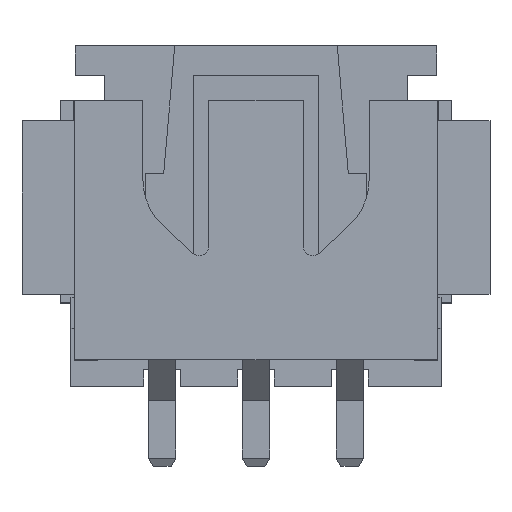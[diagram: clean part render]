
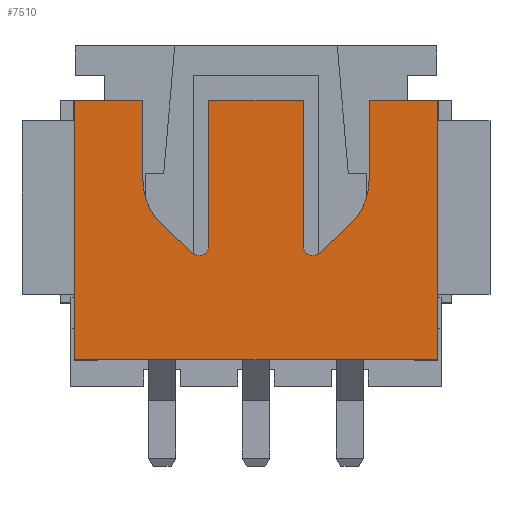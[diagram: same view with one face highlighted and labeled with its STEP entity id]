
A CAD part, top view. The second image highlights one B-rep face of the part: STEP entity #7510.
In plain terms, the highlighted planar face has unit normal (0, 0, 1).
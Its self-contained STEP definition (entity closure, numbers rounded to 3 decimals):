
#438=PLANE('',#7975);
#815=FACE_OUTER_BOUND('',#1246,.T.);
#1246=EDGE_LOOP('',(#5763,#5764,#5765,#5766,#5767,#5768,#5769,#5770,#5771,
#5772,#5773,#5774,#5775,#5776,#5777,#5778));
#1829=LINE('',#10538,#2792);
#1830=LINE('',#10542,#2793);
#1831=LINE('',#10546,#2794);
#1832=LINE('',#10549,#2795);
#1833=LINE('',#10551,#2796);
#1834=LINE('',#10555,#2797);
#1835=LINE('',#10559,#2798);
#1836=LINE('',#10561,#2799);
#1837=LINE('',#10563,#2800);
#1838=LINE('',#10565,#2801);
#1839=LINE('',#10567,#2802);
#1840=LINE('',#10568,#2803);
#2792=VECTOR('',#8709,1000.);
#2793=VECTOR('',#8712,1000.);
#2794=VECTOR('',#8715,1000.);
#2795=VECTOR('',#8718,1000.);
#2796=VECTOR('',#8719,1000.);
#2797=VECTOR('',#8722,1000.);
#2798=VECTOR('',#8725,1000.);
#2799=VECTOR('',#8726,1000.);
#2800=VECTOR('',#8727,1000.);
#2801=VECTOR('',#8728,1000.);
#2802=VECTOR('',#8729,1000.);
#2803=VECTOR('',#8730,1000.);
#3529=CIRCLE('',#7976,1.651);
#3530=CIRCLE('',#7977,0.254);
#3531=CIRCLE('',#7978,0.254);
#3532=CIRCLE('',#7979,1.651);
#3700=VERTEX_POINT('',#10532);
#3702=VERTEX_POINT('',#10536);
#3703=VERTEX_POINT('',#10540);
#3704=VERTEX_POINT('',#10541);
#3705=VERTEX_POINT('',#10543);
#3706=VERTEX_POINT('',#10545);
#3707=VERTEX_POINT('',#10547);
#3708=VERTEX_POINT('',#10550);
#3709=VERTEX_POINT('',#10552);
#3710=VERTEX_POINT('',#10554);
#3711=VERTEX_POINT('',#10556);
#3712=VERTEX_POINT('',#10558);
#3713=VERTEX_POINT('',#10560);
#3714=VERTEX_POINT('',#10562);
#3715=VERTEX_POINT('',#10564);
#3716=VERTEX_POINT('',#10566);
#4477=EDGE_CURVE('',#3700,#3702,#1829,.T.);
#4478=EDGE_CURVE('',#3703,#3704,#1830,.T.);
#4479=EDGE_CURVE('',#3703,#3705,#3529,.T.);
#4480=EDGE_CURVE('',#3706,#3705,#1831,.T.);
#4481=EDGE_CURVE('',#3706,#3707,#3530,.T.);
#4482=EDGE_CURVE('',#3700,#3707,#1832,.T.);
#4483=EDGE_CURVE('',#3708,#3702,#1833,.T.);
#4484=EDGE_CURVE('',#3708,#3709,#3531,.T.);
#4485=EDGE_CURVE('',#3710,#3709,#1834,.T.);
#4486=EDGE_CURVE('',#3710,#3711,#3532,.T.);
#4487=EDGE_CURVE('',#3712,#3711,#1835,.T.);
#4488=EDGE_CURVE('',#3712,#3713,#1836,.T.);
#4489=EDGE_CURVE('',#3714,#3713,#1837,.T.);
#4490=EDGE_CURVE('',#3715,#3714,#1838,.T.);
#4491=EDGE_CURVE('',#3715,#3716,#1839,.T.);
#4492=EDGE_CURVE('',#3716,#3704,#1840,.T.);
#5763=ORIENTED_EDGE('',*,*,#4478,.F.);
#5764=ORIENTED_EDGE('',*,*,#4479,.T.);
#5765=ORIENTED_EDGE('',*,*,#4480,.F.);
#5766=ORIENTED_EDGE('',*,*,#4481,.T.);
#5767=ORIENTED_EDGE('',*,*,#4482,.F.);
#5768=ORIENTED_EDGE('',*,*,#4477,.T.);
#5769=ORIENTED_EDGE('',*,*,#4483,.F.);
#5770=ORIENTED_EDGE('',*,*,#4484,.T.);
#5771=ORIENTED_EDGE('',*,*,#4485,.F.);
#5772=ORIENTED_EDGE('',*,*,#4486,.T.);
#5773=ORIENTED_EDGE('',*,*,#4487,.F.);
#5774=ORIENTED_EDGE('',*,*,#4488,.T.);
#5775=ORIENTED_EDGE('',*,*,#4489,.F.);
#5776=ORIENTED_EDGE('',*,*,#4490,.F.);
#5777=ORIENTED_EDGE('',*,*,#4491,.T.);
#5778=ORIENTED_EDGE('',*,*,#4492,.T.);
#7510=ADVANCED_FACE('',(#815),#438,.F.);
#7975=AXIS2_PLACEMENT_3D('',#10539,#8710,#8711);
#7976=AXIS2_PLACEMENT_3D('',#10544,#8713,#8714);
#7977=AXIS2_PLACEMENT_3D('',#10548,#8716,#8717);
#7978=AXIS2_PLACEMENT_3D('',#10553,#8720,#8721);
#7979=AXIS2_PLACEMENT_3D('',#10557,#8723,#8724);
#8709=DIRECTION('',(-1.,0.,0.));
#8710=DIRECTION('center_axis',(0.,0.,-1.));
#8711=DIRECTION('ref_axis',(-1.,0.,0.));
#8712=DIRECTION('',(0.,1.,0.));
#8713=DIRECTION('center_axis',(0.,0.,-1.));
#8714=DIRECTION('ref_axis',(-1.,0.,0.));
#8715=DIRECTION('',(0.732,0.681,0.));
#8716=DIRECTION('center_axis',(0.,0.,-1.));
#8717=DIRECTION('ref_axis',(-1.,0.,0.));
#8718=DIRECTION('',(0.,-1.,0.));
#8719=DIRECTION('',(0.,1.,0.));
#8720=DIRECTION('center_axis',(0.,0.,-1.));
#8721=DIRECTION('ref_axis',(-1.,0.,0.));
#8722=DIRECTION('',(0.732,-0.681,0.));
#8723=DIRECTION('center_axis',(0.,0.,-1.));
#8724=DIRECTION('ref_axis',(-1.,0.,0.));
#8725=DIRECTION('',(0.,-1.,0.));
#8726=DIRECTION('',(-1.,0.,0.));
#8727=DIRECTION('',(0.,1.,0.));
#8728=DIRECTION('',(-1.,0.,0.));
#8729=DIRECTION('',(0.,1.,0.));
#8730=DIRECTION('',(-1.,0.,0.));
#10532=CARTESIAN_POINT('',(1.283,9.906,5.918));
#10536=CARTESIAN_POINT('',(-1.283,9.906,5.918));
#10538=CARTESIAN_POINT('',(4.915,9.906,5.918));
#10539=CARTESIAN_POINT('Origin',(4.915,2.87,5.918));
#10540=CARTESIAN_POINT('',(3.061,7.733,5.918));
#10541=CARTESIAN_POINT('',(3.061,9.906,5.918));
#10542=CARTESIAN_POINT('',(3.061,7.014,5.918));
#10543=CARTESIAN_POINT('',(2.534,6.524,5.918));
#10544=CARTESIAN_POINT('Origin',(1.41,7.733,5.918));
#10545=CARTESIAN_POINT('',(1.71,5.757,5.918));
#10546=CARTESIAN_POINT('',(1.283,5.359,5.918));
#10547=CARTESIAN_POINT('',(1.283,5.943,5.918));
#10548=CARTESIAN_POINT('Origin',(1.537,5.943,5.918));
#10549=CARTESIAN_POINT('',(1.283,9.906,5.918));
#10550=CARTESIAN_POINT('',(-1.283,5.943,5.918));
#10551=CARTESIAN_POINT('',(-1.283,5.359,5.918));
#10552=CARTESIAN_POINT('',(-1.71,5.757,5.918));
#10553=CARTESIAN_POINT('Origin',(-1.537,5.943,5.918));
#10554=CARTESIAN_POINT('',(-2.534,6.524,5.918));
#10555=CARTESIAN_POINT('',(-3.061,7.014,5.918));
#10556=CARTESIAN_POINT('',(-3.061,7.733,5.918));
#10557=CARTESIAN_POINT('Origin',(-1.41,7.733,5.918));
#10558=CARTESIAN_POINT('',(-3.061,9.906,5.918));
#10559=CARTESIAN_POINT('',(-3.061,9.906,5.918));
#10560=CARTESIAN_POINT('',(-4.915,9.906,5.918));
#10561=CARTESIAN_POINT('',(4.915,9.906,5.918));
#10562=CARTESIAN_POINT('',(-4.915,2.87,5.918));
#10563=CARTESIAN_POINT('',(-4.915,2.87,5.918));
#10564=CARTESIAN_POINT('',(4.915,2.87,5.918));
#10565=CARTESIAN_POINT('',(4.915,2.87,5.918));
#10566=CARTESIAN_POINT('',(4.915,9.906,5.918));
#10567=CARTESIAN_POINT('',(4.915,2.87,5.918));
#10568=CARTESIAN_POINT('',(4.915,9.906,5.918));
